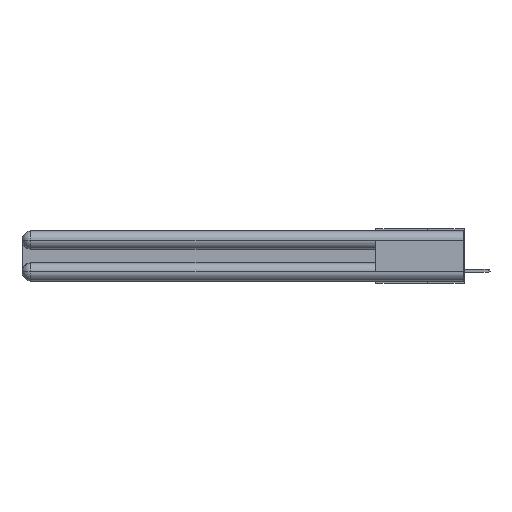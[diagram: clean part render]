
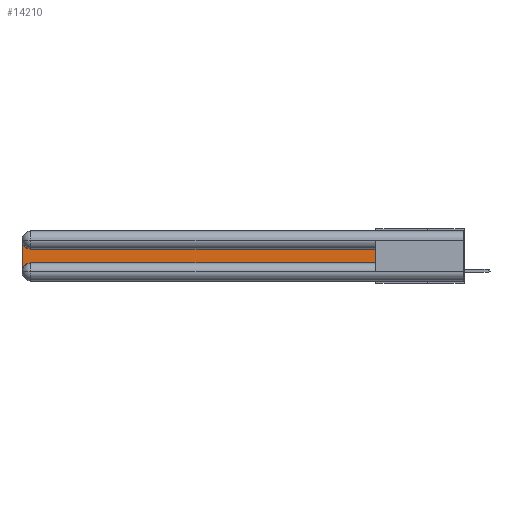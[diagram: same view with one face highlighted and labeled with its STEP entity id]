
A CAD part, left-side view. The second image highlights one B-rep face of the part: STEP entity #14210.
In plain terms, the highlighted planar face has unit normal (-1, 0, 0).
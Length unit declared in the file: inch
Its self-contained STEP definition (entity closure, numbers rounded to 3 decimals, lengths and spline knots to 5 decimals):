
#97 = CARTESIAN_POINT ( 'NONE',  ( 0.075, 0.6, -0.1225 ) ) ;
#170 = CIRCLE ( 'NONE', #11347, 0.06 ) ;
#208 = DIRECTION ( 'NONE',  ( 0., 1., 0. ) ) ;
#302 = EDGE_CURVE ( 'NONE', #4866, #10843, #15087, .T. ) ;
#361 = VECTOR ( 'NONE', #208, 39.37008 ) ;
#597 = LINE ( 'NONE', #14960, #19980 ) ;
#612 = VERTEX_POINT ( 'NONE', #29956 ) ;
#1437 = AXIS2_PLACEMENT_3D ( 'NONE', #29175, #2793, #4823 ) ;
#2048 = EDGE_CURVE ( 'NONE', #22840, #4866, #28274, .T. ) ;
#2065 = ORIENTED_EDGE ( 'NONE', *, *, #7550, .T. ) ;
#2374 = EDGE_CURVE ( 'NONE', #23911, #22840, #170, .T. ) ;
#2639 = DIRECTION ( 'NONE',  ( 0., 0., -1. ) ) ;
#2793 = DIRECTION ( 'NONE',  ( 1., 0., 0. ) ) ;
#2843 = FACE_OUTER_BOUND ( 'NONE', #12023, .T. ) ;
#3657 = CARTESIAN_POINT ( 'NONE',  ( 0.075, 0.6, -0.2175 ) ) ;
#4823 = DIRECTION ( 'NONE',  ( 0., 0., -1. ) ) ;
#4866 = VERTEX_POINT ( 'NONE', #17358 ) ;
#6803 = LINE ( 'NONE', #97, #361 ) ;
#7266 = VERTEX_POINT ( 'NONE', #15442 ) ;
#7299 = ORIENTED_EDGE ( 'NONE', *, *, #18402, .T. ) ;
#7550 = EDGE_CURVE ( 'NONE', #10843, #7266, #6803, .T. ) ;
#8050 = DIRECTION ( 'NONE',  ( 0., 0., -1. ) ) ;
#8896 = VECTOR ( 'NONE', #27790, 39.37008 ) ;
#9294 = CARTESIAN_POINT ( 'NONE',  ( 0.075, 3., -0.1225 ) ) ;
#10606 = ORIENTED_EDGE ( 'NONE', *, *, #2048, .T. ) ;
#10843 = VERTEX_POINT ( 'NONE', #13986 ) ;
#11347 = AXIS2_PLACEMENT_3D ( 'NONE', #14712, #17154, #2639 ) ;
#11406 = ORIENTED_EDGE ( 'NONE', *, *, #2374, .T. ) ;
#11765 = DIRECTION ( 'NONE',  ( 1., 0., 0. ) ) ;
#12023 = EDGE_LOOP ( 'NONE', ( #2065, #7299, #20085, #11406, #10606, #30260 ) ) ;
#13190 = VECTOR ( 'NONE', #28000, 39.37008 ) ;
#13642 = CIRCLE ( 'NONE', #1437, 0.06 ) ;
#13761 = CARTESIAN_POINT ( 'NONE',  ( 0.075, 2.94, -0.2175 ) ) ;
#13800 = EDGE_CURVE ( 'NONE', #612, #23911, #597, .T. ) ;
#13986 = CARTESIAN_POINT ( 'NONE',  ( 0.075, 0.6, -0.1225 ) ) ;
#14210 = ADVANCED_FACE ( 'NONE', ( #2843 ), #19225, .F. ) ;
#14712 = CARTESIAN_POINT ( 'NONE',  ( 0.075, 2.94, -0.2775 ) ) ;
#14960 = CARTESIAN_POINT ( 'NONE',  ( 0.075, 3., -0.2175 ) ) ;
#15087 = LINE ( 'NONE', #20616, #13190 ) ;
#15442 = CARTESIAN_POINT ( 'NONE',  ( 0.075, 2.94, -0.1225 ) ) ;
#17154 = DIRECTION ( 'NONE',  ( 1., 0., 0. ) ) ;
#17358 = CARTESIAN_POINT ( 'NONE',  ( 0.075, 0.6, -0.2175 ) ) ;
#18402 = EDGE_CURVE ( 'NONE', #7266, #612, #13642, .T. ) ;
#19225 = PLANE ( 'NONE',  #26718 ) ;
#19980 = VECTOR ( 'NONE', #8050, 39.37008 ) ;
#20085 = ORIENTED_EDGE ( 'NONE', *, *, #13800, .T. ) ;
#20616 = CARTESIAN_POINT ( 'NONE',  ( 0.075, 0.6, -0.2175 ) ) ;
#22109 = CARTESIAN_POINT ( 'NONE',  ( 0.075, 3., -0.2775 ) ) ;
#22840 = VERTEX_POINT ( 'NONE', #13761 ) ;
#23911 = VERTEX_POINT ( 'NONE', #22109 ) ;
#24070 = DIRECTION ( 'NONE',  ( 0., 0., -1. ) ) ;
#26718 = AXIS2_PLACEMENT_3D ( 'NONE', #9294, #11765, #24070 ) ;
#27790 = DIRECTION ( 'NONE',  ( 0., -1., 0. ) ) ;
#28000 = DIRECTION ( 'NONE',  ( 0., 0., 1. ) ) ;
#28274 = LINE ( 'NONE', #3657, #8896 ) ;
#29175 = CARTESIAN_POINT ( 'NONE',  ( 0.075, 2.94, -0.0625 ) ) ;
#29956 = CARTESIAN_POINT ( 'NONE',  ( 0.075, 3., -0.0625 ) ) ;
#30260 = ORIENTED_EDGE ( 'NONE', *, *, #302, .T. ) ;
